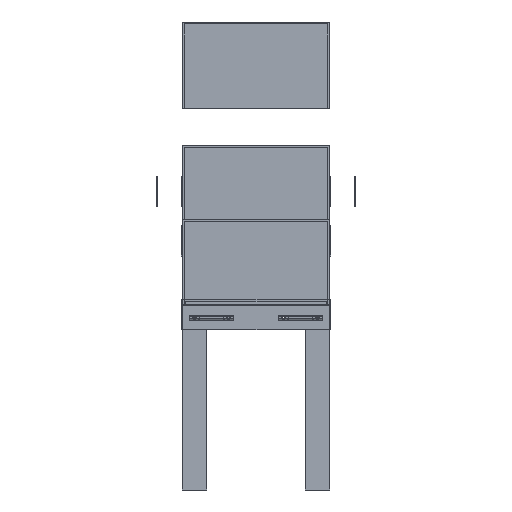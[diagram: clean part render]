
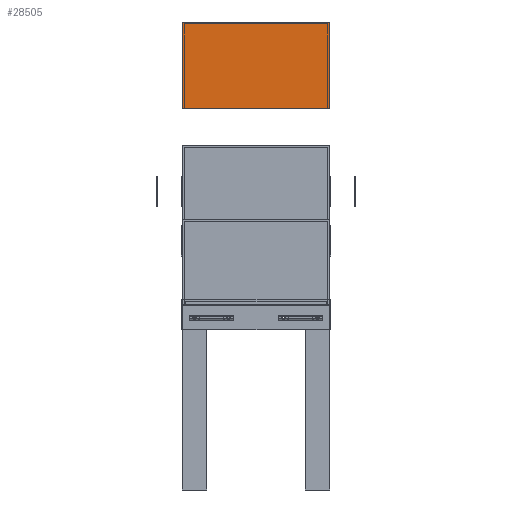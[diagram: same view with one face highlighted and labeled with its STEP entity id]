
A CAD part, left-side view. The second image highlights one B-rep face of the part: STEP entity #28505.
In plain terms, the highlighted planar face has unit normal (-1, 0, 0).
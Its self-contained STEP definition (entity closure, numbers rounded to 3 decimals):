
#28258=CARTESIAN_POINT('',(2656.896,-300.233,800.));
#28259=VERTEX_POINT('',#28258);
#28268=CARTESIAN_POINT('',(2656.896,299.767,800.));
#28269=VERTEX_POINT('',#28268);
#28270=CARTESIAN_POINT('',(2656.896,299.767,800.));
#28271=DIRECTION('',(0.,-1.,0.));
#28272=VECTOR('',#28271,600.);
#28273=LINE('',#28270,#28272);
#28274=EDGE_CURVE('',#28269,#28259,#28273,.T.);
#28424=CARTESIAN_POINT('',(2656.896,-300.233,1150.));
#28425=VERTEX_POINT('',#28424);
#28432=CARTESIAN_POINT('',(2656.896,-300.233,1150.));
#28433=DIRECTION('',(0.,0.,-1.));
#28434=VECTOR('',#28433,350.);
#28435=LINE('',#28432,#28434);
#28436=EDGE_CURVE('',#28425,#28259,#28435,.T.);
#28471=CARTESIAN_POINT('',(2656.896,299.767,1150.));
#28472=VERTEX_POINT('',#28471);
#28473=CARTESIAN_POINT('',(2656.896,299.767,1150.));
#28474=DIRECTION('',(0.,0.,-1.));
#28475=VECTOR('',#28474,350.);
#28476=LINE('',#28473,#28475);
#28477=EDGE_CURVE('',#28472,#28269,#28476,.T.);
#28489=CARTESIAN_POINT('',(2656.896,-0.233,1150.));
#28490=DIRECTION('',(1.,0.,0.));
#28491=DIRECTION('',(-0.,1.,0.));
#28492=AXIS2_PLACEMENT_3D('',#28489,#28490,#28491);
#28493=PLANE('',#28492);
#28494=ORIENTED_EDGE('',*,*,#28274,.T.);
#28495=ORIENTED_EDGE('',*,*,#28436,.F.);
#28496=CARTESIAN_POINT('',(2656.896,299.767,1150.));
#28497=DIRECTION('',(0.,-1.,0.));
#28498=VECTOR('',#28497,600.);
#28499=LINE('',#28496,#28498);
#28500=EDGE_CURVE('',#28472,#28425,#28499,.T.);
#28501=ORIENTED_EDGE('',*,*,#28500,.F.);
#28502=ORIENTED_EDGE('',*,*,#28477,.T.);
#28503=EDGE_LOOP('',(#28494,#28495,#28501,#28502));
#28504=FACE_BOUND('',#28503,.T.);
#28505=ADVANCED_FACE('',(#28504),#28493,.F.);
